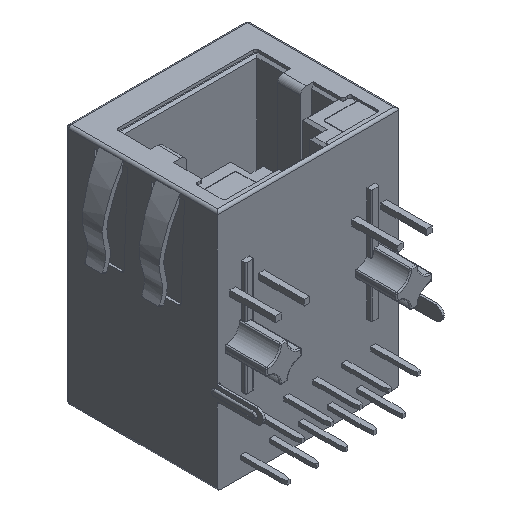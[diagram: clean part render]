
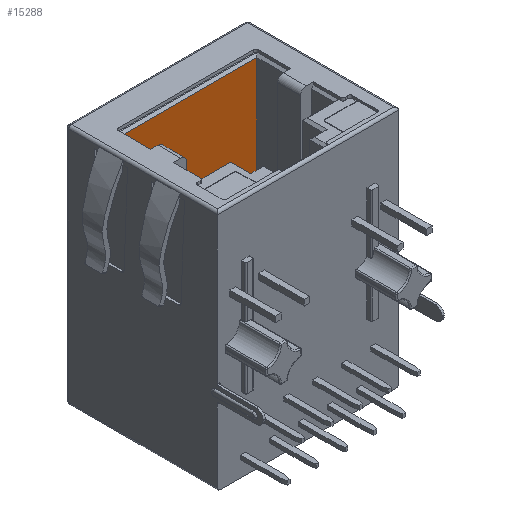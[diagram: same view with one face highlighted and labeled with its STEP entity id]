
A CAD part, isometric view. The second image highlights one B-rep face of the part: STEP entity #15288.
In plain terms, the highlighted planar face has unit normal (0, -1, 0).
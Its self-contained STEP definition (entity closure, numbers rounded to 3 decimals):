
#1604 = VECTOR ( 'NONE', #31249, 1000. ) ;
#3198 = CARTESIAN_POINT ( 'NONE',  ( 15.565, 14.45, -9.8 ) ) ;
#4747 = VERTEX_POINT ( 'NONE', #3198 ) ;
#4817 = VERTEX_POINT ( 'NONE', #6235 ) ;
#5598 = ORIENTED_EDGE ( 'NONE', *, *, #28159, .F. ) ;
#6222 = EDGE_LOOP ( 'NONE', ( #7463, #19452, #5598, #29061 ) ) ;
#6235 = CARTESIAN_POINT ( 'NONE',  ( 15.565, 14.45, -0.45 ) ) ;
#6368 = VECTOR ( 'NONE', #18348, 1000. ) ;
#7463 = ORIENTED_EDGE ( 'NONE', *, *, #12542, .T. ) ;
#7501 = VECTOR ( 'NONE', #12301, 1000. ) ;
#8606 = DIRECTION ( 'NONE',  ( 1., 0., 0. ) ) ;
#10192 = VERTEX_POINT ( 'NONE', #21859 ) ;
#12301 = DIRECTION ( 'NONE',  ( -1., 0., 0. ) ) ;
#12542 = EDGE_CURVE ( 'NONE', #17723, #10192, #21212, .T. ) ;
#13520 = AXIS2_PLACEMENT_3D ( 'NONE', #13683, #27688, #8606 ) ;
#13683 = CARTESIAN_POINT ( 'NONE',  ( 15.565, 14.45, 0. ) ) ;
#13897 = CARTESIAN_POINT ( 'NONE',  ( 3.665, 14.45, -0.45 ) ) ;
#15288 = ADVANCED_FACE ( 'NONE', ( #22745 ), #30238, .F. ) ;
#16756 = CARTESIAN_POINT ( 'NONE',  ( 15.565, 14.45, -0.45 ) ) ;
#17168 = LINE ( 'NONE', #29578, #28579 ) ;
#17723 = VERTEX_POINT ( 'NONE', #23340 ) ;
#18348 = DIRECTION ( 'NONE',  ( 0., 0., -1. ) ) ;
#19452 = ORIENTED_EDGE ( 'NONE', *, *, #26587, .F. ) ;
#19614 = LINE ( 'NONE', #16756, #7501 ) ;
#21212 = LINE ( 'NONE', #13897, #6368 ) ;
#21859 = CARTESIAN_POINT ( 'NONE',  ( 3.665, 14.45, -9.8 ) ) ;
#22745 = FACE_OUTER_BOUND ( 'NONE', #6222, .T. ) ;
#23340 = CARTESIAN_POINT ( 'NONE',  ( 3.665, 14.45, -0.45 ) ) ;
#23927 = LINE ( 'NONE', #28713, #1604 ) ;
#26587 = EDGE_CURVE ( 'NONE', #4747, #10192, #23927, .T. ) ;
#27688 = DIRECTION ( 'NONE',  ( 0., 1., 0. ) ) ;
#28159 = EDGE_CURVE ( 'NONE', #4817, #4747, #17168, .T. ) ;
#28579 = VECTOR ( 'NONE', #29743, 1000. ) ;
#28713 = CARTESIAN_POINT ( 'NONE',  ( 15.565, 14.45, -9.8 ) ) ;
#29061 = ORIENTED_EDGE ( 'NONE', *, *, #30082, .T. ) ;
#29578 = CARTESIAN_POINT ( 'NONE',  ( 15.565, 14.45, -0.45 ) ) ;
#29743 = DIRECTION ( 'NONE',  ( 0., 0., -1. ) ) ;
#30082 = EDGE_CURVE ( 'NONE', #4817, #17723, #19614, .T. ) ;
#30238 = PLANE ( 'NONE',  #13520 ) ;
#31249 = DIRECTION ( 'NONE',  ( -1., 0., 0. ) ) ;
